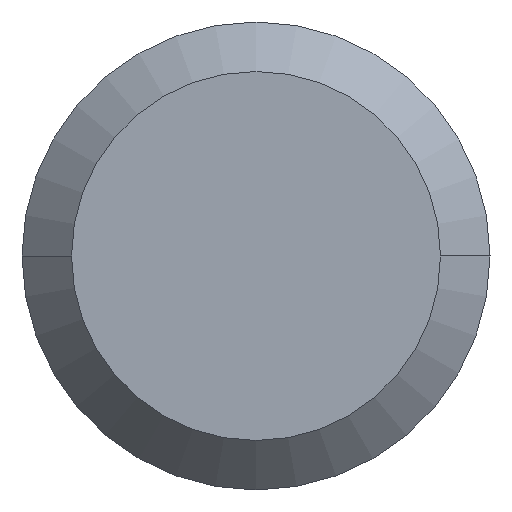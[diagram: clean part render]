
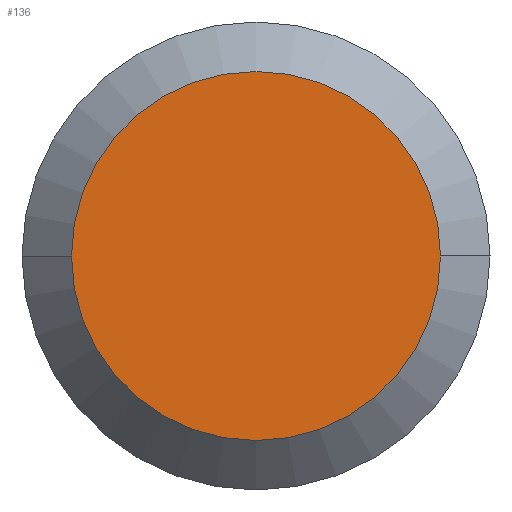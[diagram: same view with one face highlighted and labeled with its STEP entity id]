
A CAD part, left-side view. The second image highlights one B-rep face of the part: STEP entity #136.
In plain terms, the highlighted planar face has unit normal (-1, 0, 0).
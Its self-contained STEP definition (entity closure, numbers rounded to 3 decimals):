
#5 = AXIS2_PLACEMENT_3D ( 'NONE', #277, #56, #209 ) ;
#26 = DIRECTION ( 'NONE',  ( 0., 1., 0. ) ) ;
#35 = CARTESIAN_POINT ( 'NONE',  ( 0., -2.365, 0. ) ) ;
#36 = EDGE_CURVE ( 'NONE', #203, #308, #393, .T. ) ;
#41 = ORIENTED_EDGE ( 'NONE', *, *, #43, .F. ) ;
#43 = EDGE_CURVE ( 'NONE', #308, #203, #340, .T. ) ;
#56 = DIRECTION ( 'NONE',  ( 1., 0., 0. ) ) ;
#70 = FACE_OUTER_BOUND ( 'NONE', #388, .T. ) ;
#101 = CARTESIAN_POINT ( 'NONE',  ( 0., 0., 0. ) ) ;
#120 = AXIS2_PLACEMENT_3D ( 'NONE', #153, #124, #157 ) ;
#123 = DIRECTION ( 'NONE',  ( 1., 0., 0. ) ) ;
#124 = DIRECTION ( 'NONE',  ( -1., 0., 0. ) ) ;
#136 = ADVANCED_FACE ( 'NONE', ( #70 ), #151, .T. ) ;
#151 = PLANE ( 'NONE',  #120 ) ;
#153 = CARTESIAN_POINT ( 'NONE',  ( 0., 0., 0. ) ) ;
#157 = DIRECTION ( 'NONE',  ( 0., -1., 0. ) ) ;
#194 = ORIENTED_EDGE ( 'NONE', *, *, #36, .F. ) ;
#203 = VERTEX_POINT ( 'NONE', #35 ) ;
#209 = DIRECTION ( 'NONE',  ( 0., 1., 0. ) ) ;
#277 = CARTESIAN_POINT ( 'NONE',  ( 0., 0., 0. ) ) ;
#308 = VERTEX_POINT ( 'NONE', #390 ) ;
#340 = CIRCLE ( 'NONE', #5, 2.365 ) ;
#367 = AXIS2_PLACEMENT_3D ( 'NONE', #101, #123, #26 ) ;
#388 = EDGE_LOOP ( 'NONE', ( #41, #194 ) ) ;
#390 = CARTESIAN_POINT ( 'NONE',  ( 0., 2.365, 0. ) ) ;
#393 = CIRCLE ( 'NONE', #367, 2.365 ) ;
